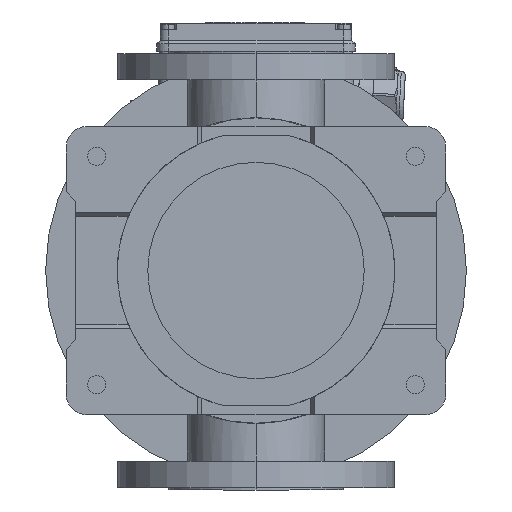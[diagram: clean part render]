
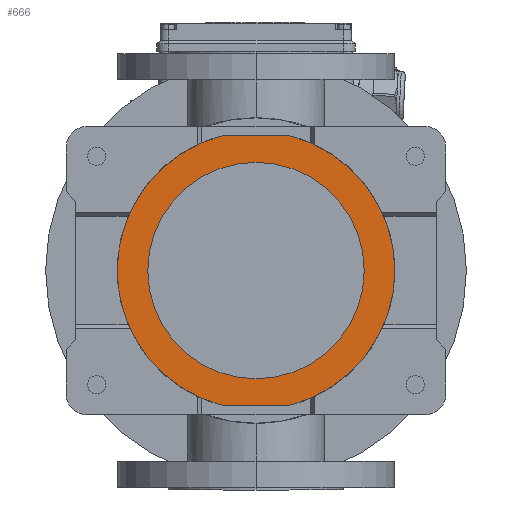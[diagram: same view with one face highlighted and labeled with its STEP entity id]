
A CAD part, front view. The second image highlights one B-rep face of the part: STEP entity #666.
In plain terms, the highlighted face is planar.
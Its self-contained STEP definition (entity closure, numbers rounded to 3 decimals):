
#96 = ORIENTED_EDGE ( 'NONE', *, *, #26420, .T. ) ;
#666 = ADVANCED_FACE ( 'NONE', ( #4715, #42282 ), #41961, .T. ) ;
#894 = CIRCLE ( 'NONE', #38505, 115.5 ) ;
#1137 = CARTESIAN_POINT ( 'NONE',  ( 90., 0., 45. ) ) ;
#1270 = EDGE_CURVE ( 'NONE', #14123, #54961, #56811, .T. ) ;
#2170 = AXIS2_PLACEMENT_3D ( 'NONE', #28346, #3202, #62311 ) ;
#2262 = VERTEX_POINT ( 'NONE', #40911 ) ;
#2683 = CIRCLE ( 'NONE', #11821, 90. ) ;
#2876 = CARTESIAN_POINT ( 'NONE',  ( 115.5, 0., 45. ) ) ;
#3078 = VERTEX_POINT ( 'NONE', #2876 ) ;
#3202 = DIRECTION ( 'NONE',  ( 0., 0., -1. ) ) ;
#3876 = AXIS2_PLACEMENT_3D ( 'NONE', #47997, #18455, #27943 ) ;
#4337 = CARTESIAN_POINT ( 'NONE',  ( 0., 0., 45. ) ) ;
#4715 = FACE_BOUND ( 'NONE', #5310, .T. ) ;
#5310 = EDGE_LOOP ( 'NONE', ( #39600, #50954 ) ) ;
#6593 = ORIENTED_EDGE ( 'NONE', *, *, #37038, .T. ) ;
#7163 = DIRECTION ( 'NONE',  ( -1., 0., 0. ) ) ;
#10114 = CIRCLE ( 'NONE', #56865, 115.5 ) ;
#11571 = LINE ( 'NONE', #30982, #15284 ) ;
#11821 = AXIS2_PLACEMENT_3D ( 'NONE', #45684, #54239, #54885 ) ;
#12142 = CARTESIAN_POINT ( 'NONE',  ( 28.218, -112., 45. ) ) ;
#12800 = CARTESIAN_POINT ( 'NONE',  ( -31.04, -112., 45. ) ) ;
#13084 = ORIENTED_EDGE ( 'NONE', *, *, #25972, .T. ) ;
#14123 = VERTEX_POINT ( 'NONE', #1137 ) ;
#15161 = CARTESIAN_POINT ( 'NONE',  ( -90., 0., 45. ) ) ;
#15284 = VECTOR ( 'NONE', #50394, 1000. ) ;
#17115 = EDGE_CURVE ( 'NONE', #54961, #14123, #2683, .T. ) ;
#17699 = ORIENTED_EDGE ( 'NONE', *, *, #61375, .T. ) ;
#17948 = CARTESIAN_POINT ( 'NONE',  ( 0., 0., 45. ) ) ;
#18455 = DIRECTION ( 'NONE',  ( 0., 0., -1. ) ) ;
#20782 = CARTESIAN_POINT ( 'NONE',  ( -28.218, 112., 45. ) ) ;
#21939 = EDGE_CURVE ( 'NONE', #26292, #2262, #22685, .T. ) ;
#22685 = LINE ( 'NONE', #12800, #29076 ) ;
#23773 = DIRECTION ( 'NONE',  ( 0., 0., -1. ) ) ;
#25972 = EDGE_CURVE ( 'NONE', #41913, #46847, #11571, .T. ) ;
#26292 = VERTEX_POINT ( 'NONE', #12142 ) ;
#26420 = EDGE_CURVE ( 'NONE', #2262, #41913, #31673, .T. ) ;
#26546 = ORIENTED_EDGE ( 'NONE', *, *, #21939, .T. ) ;
#27943 = DIRECTION ( 'NONE',  ( -1., 0., 0. ) ) ;
#28064 = DIRECTION ( 'NONE',  ( -1., 0., 0. ) ) ;
#28346 = CARTESIAN_POINT ( 'NONE',  ( 0., 0., 45. ) ) ;
#29076 = VECTOR ( 'NONE', #28064, 1000. ) ;
#30982 = CARTESIAN_POINT ( 'NONE',  ( -31.04, 112., 45. ) ) ;
#31673 = CIRCLE ( 'NONE', #2170, 115.5 ) ;
#35516 = CARTESIAN_POINT ( 'NONE',  ( 0., 0., 45. ) ) ;
#37038 = EDGE_CURVE ( 'NONE', #3078, #26292, #894, .T. ) ;
#38505 = AXIS2_PLACEMENT_3D ( 'NONE', #4337, #23773, #43153 ) ;
#39600 = ORIENTED_EDGE ( 'NONE', *, *, #17115, .T. ) ;
#40911 = CARTESIAN_POINT ( 'NONE',  ( -28.218, -112., 45. ) ) ;
#41913 = VERTEX_POINT ( 'NONE', #20782 ) ;
#41961 = PLANE ( 'NONE',  #3876 ) ;
#42282 = FACE_OUTER_BOUND ( 'NONE', #46718, .T. ) ;
#43153 = DIRECTION ( 'NONE',  ( 1., 0., 0. ) ) ;
#43633 = CARTESIAN_POINT ( 'NONE',  ( 28.218, 112., 45. ) ) ;
#45684 = CARTESIAN_POINT ( 'NONE',  ( 0., 0., 45. ) ) ;
#46718 = EDGE_LOOP ( 'NONE', ( #17699, #6593, #26546, #96, #13084 ) ) ;
#46847 = VERTEX_POINT ( 'NONE', #43633 ) ;
#47997 = CARTESIAN_POINT ( 'NONE',  ( 127.05, -123.2, 45. ) ) ;
#50394 = DIRECTION ( 'NONE',  ( 1., 0., 0. ) ) ;
#50954 = ORIENTED_EDGE ( 'NONE', *, *, #1270, .T. ) ;
#52908 = DIRECTION ( 'NONE',  ( 0., 0., -1. ) ) ;
#54239 = DIRECTION ( 'NONE',  ( 0., 0., 1. ) ) ;
#54885 = DIRECTION ( 'NONE',  ( -1., 0., 0. ) ) ;
#54961 = VERTEX_POINT ( 'NONE', #15161 ) ;
#56811 = CIRCLE ( 'NONE', #58915, 90. ) ;
#56865 = AXIS2_PLACEMENT_3D ( 'NONE', #17948, #52908, #62390 ) ;
#58915 = AXIS2_PLACEMENT_3D ( 'NONE', #35516, #60231, #7163 ) ;
#60231 = DIRECTION ( 'NONE',  ( 0., 0., 1. ) ) ;
#61375 = EDGE_CURVE ( 'NONE', #46847, #3078, #10114, .T. ) ;
#62311 = DIRECTION ( 'NONE',  ( 1., 0., 0. ) ) ;
#62390 = DIRECTION ( 'NONE',  ( 1., 0., 0. ) ) ;
